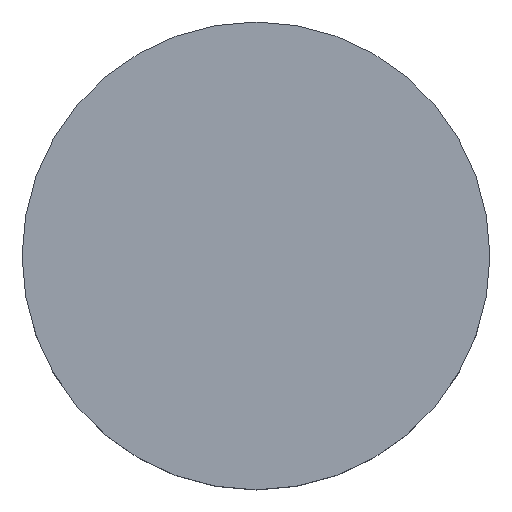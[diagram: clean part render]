
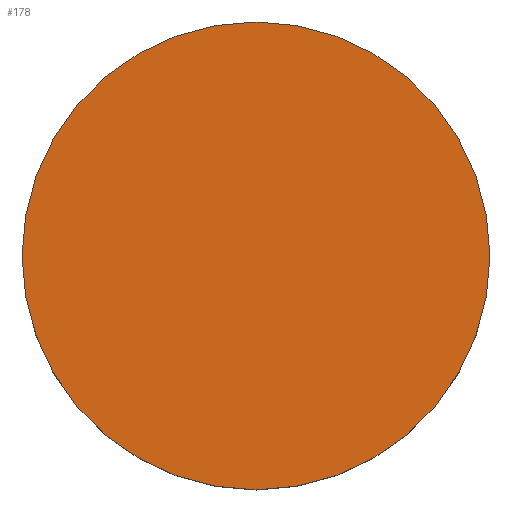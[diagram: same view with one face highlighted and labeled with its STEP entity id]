
A CAD part, top view. The second image highlights one B-rep face of the part: STEP entity #178.
In plain terms, the highlighted planar face has unit normal (0, 0, 1).
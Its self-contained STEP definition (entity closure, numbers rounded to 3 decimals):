
#2 = CARTESIAN_POINT ( 'NONE',  ( 0., 0., 2.2 ) ) ;
#5 = VERTEX_POINT ( 'NONE', #121 ) ;
#15 = AXIS2_PLACEMENT_3D ( 'NONE', #64, #113, #45 ) ;
#27 = VERTEX_POINT ( 'NONE', #203 ) ;
#45 = DIRECTION ( 'NONE',  ( 1., 0., 0. ) ) ;
#49 = AXIS2_PLACEMENT_3D ( 'NONE', #2, #75, #209 ) ;
#55 = CIRCLE ( 'NONE', #49, 6.35 ) ;
#62 = ORIENTED_EDGE ( 'NONE', *, *, #127, .F. ) ;
#64 = CARTESIAN_POINT ( 'NONE',  ( 0., 13.158, 2.2 ) ) ;
#74 = DIRECTION ( 'NONE',  ( 0., 0., -1. ) ) ;
#75 = DIRECTION ( 'NONE',  ( 0., 0., -1. ) ) ;
#110 = EDGE_LOOP ( 'NONE', ( #123, #62 ) ) ;
#113 = DIRECTION ( 'NONE',  ( 0., 0., 1. ) ) ;
#121 = CARTESIAN_POINT ( 'NONE',  ( -6.35, 0., 2.2 ) ) ;
#123 = ORIENTED_EDGE ( 'NONE', *, *, #216, .F. ) ;
#127 = EDGE_CURVE ( 'NONE', #5, #27, #55, .T. ) ;
#148 = PLANE ( 'NONE',  #15 ) ;
#159 = FACE_OUTER_BOUND ( 'NONE', #110, .T. ) ;
#165 = DIRECTION ( 'NONE',  ( 1., 0., 0. ) ) ;
#178 = ADVANCED_FACE ( 'NONE', ( #159 ), #148, .T. ) ;
#185 = AXIS2_PLACEMENT_3D ( 'NONE', #206, #74, #165 ) ;
#201 = CIRCLE ( 'NONE', #185, 6.35 ) ;
#203 = CARTESIAN_POINT ( 'NONE',  ( 6.35, 0., 2.2 ) ) ;
#206 = CARTESIAN_POINT ( 'NONE',  ( 0., 0., 2.2 ) ) ;
#209 = DIRECTION ( 'NONE',  ( 1., 0., 0. ) ) ;
#216 = EDGE_CURVE ( 'NONE', #27, #5, #201, .T. ) ;
